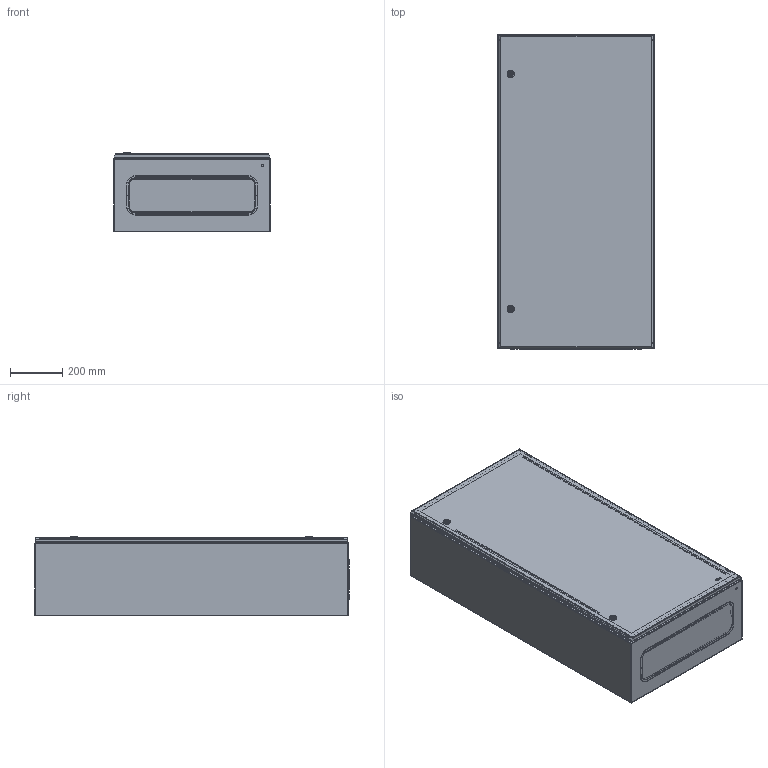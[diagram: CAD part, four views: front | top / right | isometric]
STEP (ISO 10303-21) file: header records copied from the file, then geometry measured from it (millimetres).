
FILE_DESCRIPTION (( 'STEP AP203' ), '1' );
FILE_NAME ('RH_6123.STEP', '2019-05-27T06:22:08', ( '' ), ( '' ), 'SwSTEP 2.0', 'SolidWorks 2012', '' );
FILE_SCHEMA (( 'CONFIG_CONTROL_DESIGN' ));
Products named in the file (16): RHv2-PMG_RH-PMG612; RH_6123; Flange225; Flange325; RH_GR2-drzwi_RH612-drzwi; PT-M6-15-StCu; RH_zawias_drzwi; Uziemienie; UszczelkaRH_612; RHdrzwibl_RH612-drzwi; ZAMEK IP 65; FH-M8-20-STCu; Zawias_skrzynki_RH; RH-Dekiel_Dekiel505x150; RH_Korpus_uproszczony_RH 6123 Korpus; FH-M8-40-STCu
Assembly tree (31 placements, depth 3):
  RH_6123
    RH_Korpus_uproszczony_RH 6123 Korpus
    FH-M8-40-STCu  x6
    RH-Dekiel_Dekiel505x150
    Zawias_skrzynki_RH  x3
    FH-M8-20-STCu  x2
    RH_GR2-drzwi_RH612-drzwi
      RHdrzwibl_RH612-drzwi
      ZAMEK IP 65  x2
      RH_zawias_drzwi  x3
      UszczelkaRH_612
      PT-M6-15-StCu
      Uziemienie
      Flange325  x3
      Flange225  x4
    RHv2-PMG_RH-PMG612
Bounding box: 600 x 1202.7 x 305.93 mm (x, y, z)
Volume: 5853951.4 mm3; surface area: 6952475.3 mm2
Topology: 48 solids, 48 shells, 2256 faces, 6012 edges, 3852 vertices
Faces by surface type: cylinder 814, plane 782, bspline 396, cone 208, torus 40, sphere 16
Entity records: 49502 total; most frequent: CARTESIAN_POINT 18417, ORIENTED_EDGE 6384, DIRECTION 5684, EDGE_CURVE 3192, AXIS2_PLACEMENT_3D 2147, VERTEX_POINT 2042, EDGE_LOOP 1406, LINE 1390
